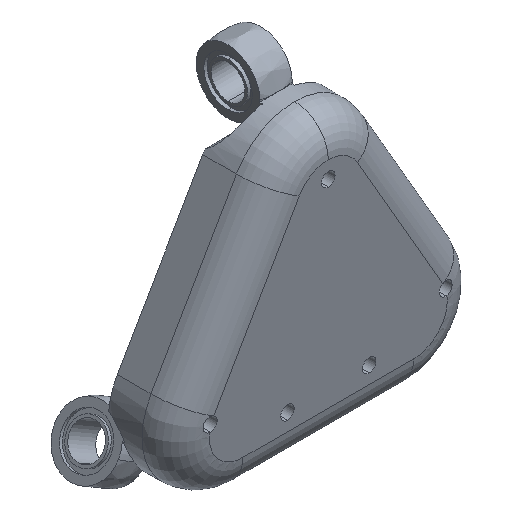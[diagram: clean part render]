
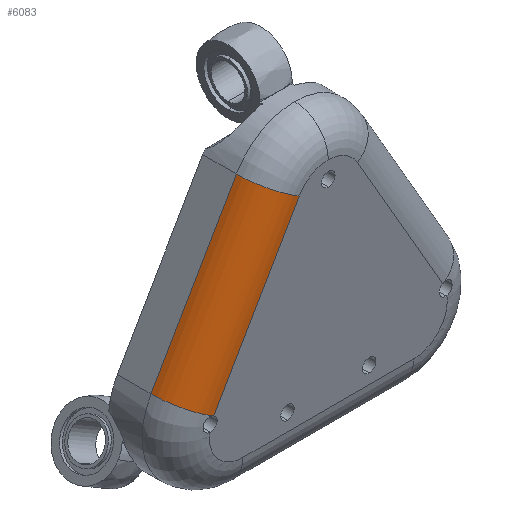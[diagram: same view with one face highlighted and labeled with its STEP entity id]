
A CAD part, isometric view. The second image highlights one B-rep face of the part: STEP entity #6083.
In plain terms, the highlighted cylindrical face has radius 10 mm (diameter 20 mm), a partial arc.
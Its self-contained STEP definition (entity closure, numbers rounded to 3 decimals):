
#749 = DIRECTION ( 'NONE',  ( -0.5, 0., -0.866 ) ) ;
#1825 = CARTESIAN_POINT ( 'NONE',  ( 26., 0., 25.033 ) ) ;
#2005 = LINE ( 'NONE', #7080, #3914 ) ;
#2646 = EDGE_CURVE ( 'NONE', #14671, #13912, #8177, .T. ) ;
#2921 = EDGE_CURVE ( 'NONE', #16338, #15206, #2005, .T. ) ;
#2996 = DIRECTION ( 'NONE',  ( -0.5, 0., -0.866 ) ) ;
#3085 = ORIENTED_EDGE ( 'NONE', *, *, #11528, .T. ) ;
#3658 = ORIENTED_EDGE ( 'NONE', *, *, #2921, .F. ) ;
#3914 = VECTOR ( 'NONE', #749, 1000. ) ;
#4248 = CYLINDRICAL_SURFACE ( 'NONE', #15383, 10. ) ;
#4704 = EDGE_CURVE ( 'NONE', #14671, #10263, #6945, .T. ) ;
#4992 = ORIENTED_EDGE ( 'NONE', *, *, #4704, .F. ) ;
#5614 = CARTESIAN_POINT ( 'NONE',  ( 42.679, 10., 73.923 ) ) ;
#5844 = DIRECTION ( 'NONE',  ( -0.866, 0., 0.5 ) ) ;
#6083 = ADVANCED_FACE ( 'NONE', ( #6912 ), #4248, .T. ) ;
#6900 = CARTESIAN_POINT ( 'NONE',  ( 25.643, 0.008, 25.195 ) ) ;
#6912 = FACE_OUTER_BOUND ( 'NONE', #9778, .T. ) ;
#6945 = LINE ( 'NONE', #5614, #9298 ) ;
#6993 = DIRECTION ( 'NONE',  ( -0.866, 0., 0.5 ) ) ;
#7080 = CARTESIAN_POINT ( 'NONE',  ( 25.981, 0., 25. ) ) ;
#7261 = DIRECTION ( 'NONE',  ( 0.5, 0., 0.866 ) ) ;
#7337 = CARTESIAN_POINT ( 'NONE',  ( 17.321, 10., 30. ) ) ;
#7484 = CARTESIAN_POINT ( 'NONE',  ( 25.643, 0.008, 25.195 ) ) ;
#8177 = CIRCLE ( 'NONE', #14867, 10. ) ;
#8400 = CIRCLE ( 'NONE', #10240, 10. ) ;
#8717 = EDGE_CURVE ( 'NONE', #15206, #13912, #9164, .T. ) ;
#9164 = B_SPLINE_CURVE_WITH_KNOTS ( 'NONE', 3,
 ( #1825, #9586, #14585, #6900 ),
 .UNSPECIFIED., .F., .F.,
 ( 4, 4 ),
 ( 0., 0. ),
 .UNSPECIFIED. ) ;
#9298 = VECTOR ( 'NONE', #10706, 1000. ) ;
#9586 = CARTESIAN_POINT ( 'NONE',  ( 25.886, 0., 25.099 ) ) ;
#9778 = EDGE_LOOP ( 'NONE', ( #12810, #3658, #3085, #4992, #13301 ) ) ;
#10240 = AXIS2_PLACEMENT_3D ( 'NONE', #11258, #16202, #5844 ) ;
#10263 = VERTEX_POINT ( 'NONE', #12318 ) ;
#10706 = DIRECTION ( 'NONE',  ( 0.5, 0., 0.866 ) ) ;
#11258 = CARTESIAN_POINT ( 'NONE',  ( 51.34, 10., 68.923 ) ) ;
#11528 = EDGE_CURVE ( 'NONE', #16338, #10263, #8400, .T. ) ;
#12142 = CARTESIAN_POINT ( 'NONE',  ( 26., 0., 25.033 ) ) ;
#12318 = CARTESIAN_POINT ( 'NONE',  ( 42.679, 10., 73.923 ) ) ;
#12810 = ORIENTED_EDGE ( 'NONE', *, *, #8717, .F. ) ;
#12936 = CARTESIAN_POINT ( 'NONE',  ( 51.34, 0., 68.923 ) ) ;
#13301 = ORIENTED_EDGE ( 'NONE', *, *, #2646, .T. ) ;
#13435 = CARTESIAN_POINT ( 'NONE',  ( 25.981, 10., 25. ) ) ;
#13699 = CARTESIAN_POINT ( 'NONE',  ( 25.981, 10., 25. ) ) ;
#13912 = VERTEX_POINT ( 'NONE', #7484 ) ;
#14585 = CARTESIAN_POINT ( 'NONE',  ( 25.767, 0.003, 25.153 ) ) ;
#14671 = VERTEX_POINT ( 'NONE', #7337 ) ;
#14714 = DIRECTION ( 'NONE',  ( 0.866, 0., -0.5 ) ) ;
#14867 = AXIS2_PLACEMENT_3D ( 'NONE', #13699, #7261, #14714 ) ;
#15206 = VERTEX_POINT ( 'NONE', #12142 ) ;
#15383 = AXIS2_PLACEMENT_3D ( 'NONE', #13435, #2996, #6993 ) ;
#16202 = DIRECTION ( 'NONE',  ( -0.5, 0., -0.866 ) ) ;
#16338 = VERTEX_POINT ( 'NONE', #12936 ) ;
